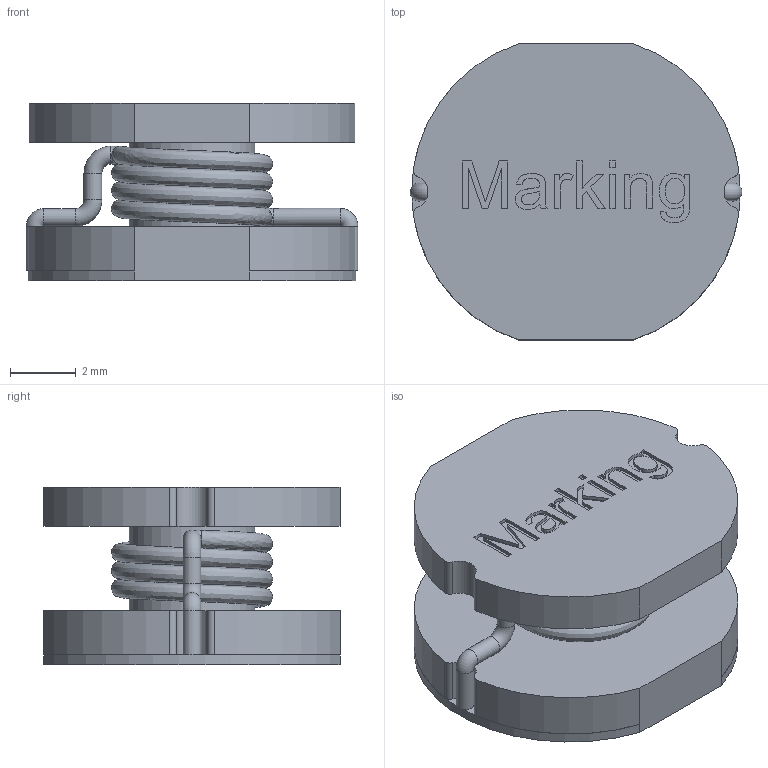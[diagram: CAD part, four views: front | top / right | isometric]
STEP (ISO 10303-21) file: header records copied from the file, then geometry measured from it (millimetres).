
FILE_DESCRIPTION(('FreeCAD Model'),'2;1');
FILE_NAME('Inductor_WE-PD2-1054.STEP' ,'2016-03-20T00:52:12',('Author'),(''), 'Open CASCADE STEP processor 6.8','FreeCAD','Unknown');
FILE_SCHEMA(('AUTOMOTIVE_DESIGN_CC2 { 1 2 10303 214 -1 1 5 4 }'));
Length unit declared in the file: millimetre
Products named in the file (4): Assem1; Assem002; Assem003; Assem004
Bounding box: 10.09 x 9 x 5.4 mm (x, y, z)
Volume: 251.2 mm3; surface area: 590.6 mm2
Topology: 4 solids, 4 shells, 127 faces, 333 edges, 225 vertices
Faces by surface type: plane 76, cylinder 28, extrusion 16, torus 4, bspline 3
Full cylindrical faces by diameter (mm): 0.544 x5, 3.81 x1
Entity records: 17153 total; most frequent: CARTESIAN_POINT 10636, DIRECTION 675, ORIENTED_EDGE 666, PCURVE 666, DEFINITIONAL_REPRESENTATION 666, B_SPLINE_CURVE_WITH_KNOTS 610, EDGE_CURVE 333, SURFACE_CURVE 318
